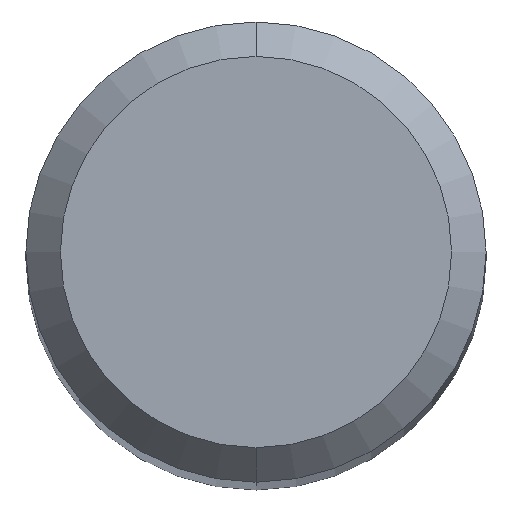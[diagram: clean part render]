
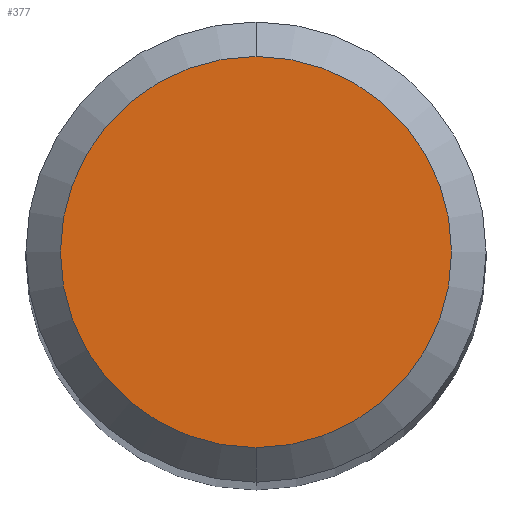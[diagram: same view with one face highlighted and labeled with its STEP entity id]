
A CAD part, top view. The second image highlights one B-rep face of the part: STEP entity #377.
In plain terms, the highlighted planar face has unit normal (0, 0, 1).
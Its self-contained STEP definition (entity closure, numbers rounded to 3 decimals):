
#365=VERTEX_POINT('',#1020);
#377=ADVANCED_FACE('',(#1033),#1034,.T.);
#433=EDGE_CURVE('',#689,#365,#1099,.T.);
#689=VERTEX_POINT('',#1376);
#961=EDGE_CURVE('',#365,#689,#1672,.T.);
#1020=CARTESIAN_POINT('',(0.0,1.7,0.0));
#1033=FACE_OUTER_BOUND('',#1790,.T.);
#1034=PLANE('',#1791);
#1099=CIRCLE('',#1944,1.7);
#1376=CARTESIAN_POINT('',(0.,-1.7,0.0));
#1672=CIRCLE('',#4519,1.7);
#1790=EDGE_LOOP('',(#4747,#4748));
#1791=AXIS2_PLACEMENT_3D('',#4749,#4750,#4751);
#1944=AXIS2_PLACEMENT_3D('',#4878,#4879,#4880);
#4519=AXIS2_PLACEMENT_3D('',#5417,#5418,#5419);
#4747=ORIENTED_EDGE('',*,*,#961,.F.);
#4748=ORIENTED_EDGE('',*,*,#433,.F.);
#4749=CARTESIAN_POINT('',(0.0,0.85,0.0));
#4750=DIRECTION('',(-0.0,0.0,1.0));
#4751=DIRECTION('',(0.0,-1.0,0.0));
#4878=CARTESIAN_POINT('',(0.0,0.0,0.0));
#4879=DIRECTION('',(0.0,0.0,-1.0));
#4880=DIRECTION('',(0.0,1.0,0.0));
#5417=CARTESIAN_POINT('',(0.0,0.0,0.0));
#5418=DIRECTION('',(0.0,0.0,-1.0));
#5419=DIRECTION('',(0.0,1.0,0.0));
